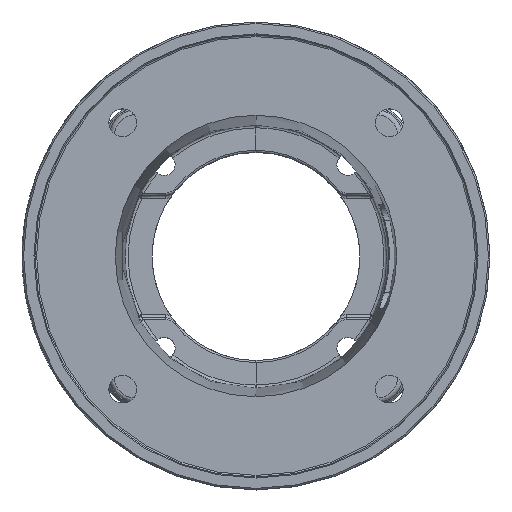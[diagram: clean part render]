
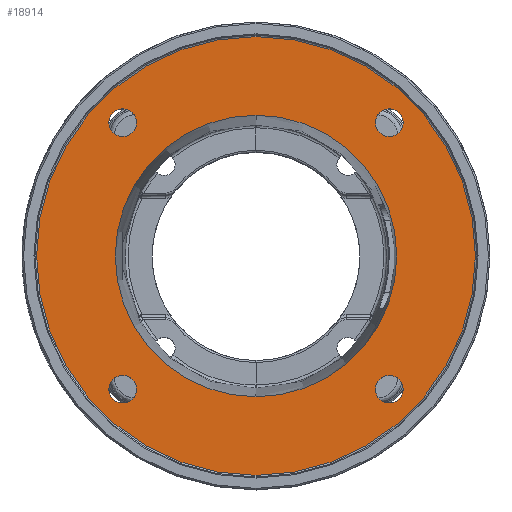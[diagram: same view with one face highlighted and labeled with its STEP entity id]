
A CAD part, top view. The second image highlights one B-rep face of the part: STEP entity #18914.
In plain terms, the highlighted planar face has unit normal (0, 0, 1).
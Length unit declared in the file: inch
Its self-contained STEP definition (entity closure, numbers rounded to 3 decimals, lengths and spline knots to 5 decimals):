
#631=CARTESIAN_POINT('',(0.,0.,-0.2075));
#632=DIRECTION('',(0.,0.,1.));
#633=DIRECTION('',(0.,1.,0.));
#634=AXIS2_PLACEMENT_3D('',#631,#632,#633);
#2189=CARTESIAN_POINT('',(0.,0.,-0.2075));
#2190=DIRECTION('',(0.,0.,1.));
#2191=DIRECTION('',(0.,-1.,0.));
#2192=AXIS2_PLACEMENT_3D('',#2189,#2190,#2191);
#3667=CARTESIAN_POINT('',(0.,0.,-0.2075));
#3668=DIRECTION('',(0.,0.,-1.));
#3669=DIRECTION('',(0.,1.,0.));
#3670=AXIS2_PLACEMENT_3D('',#3667,#3668,#3669);
#3672=CARTESIAN_POINT('',(0.,0.,-0.2075));
#3673=DIRECTION('',(0.,0.,1.));
#3674=DIRECTION('',(0.,1.,0.));
#3675=AXIS2_PLACEMENT_3D('',#3672,#3673,#3674);
#3723=CARTESIAN_POINT('',(-2.56326,2.56326,-0.2075));
#3724=DIRECTION('',(0.,0.,-1.));
#3725=DIRECTION('',(-0.707,0.707,0.));
#3726=AXIS2_PLACEMENT_3D('',#3723,#3724,#3725);
#3733=CARTESIAN_POINT('',(-2.56326,2.56326,-0.2075));
#3734=DIRECTION('',(0.,0.,-1.));
#3735=DIRECTION('',(0.707,-0.707,0.));
#3736=AXIS2_PLACEMENT_3D('',#3733,#3734,#3735);
#3759=CARTESIAN_POINT('',(-2.56326,-2.56326,-0.2075));
#3760=DIRECTION('',(0.,0.,-1.));
#3761=DIRECTION('',(-0.707,-0.707,0.));
#3762=AXIS2_PLACEMENT_3D('',#3759,#3760,#3761);
#3769=CARTESIAN_POINT('',(-2.56326,-2.56326,-0.2075));
#3770=DIRECTION('',(0.,0.,-1.));
#3771=DIRECTION('',(0.707,0.707,0.));
#3772=AXIS2_PLACEMENT_3D('',#3769,#3770,#3771);
#3795=CARTESIAN_POINT('',(2.56326,-2.56326,-0.2075));
#3796=DIRECTION('',(0.,0.,-1.));
#3797=DIRECTION('',(0.707,-0.707,0.));
#3798=AXIS2_PLACEMENT_3D('',#3795,#3796,#3797);
#3805=CARTESIAN_POINT('',(2.56326,-2.56326,-0.2075));
#3806=DIRECTION('',(0.,0.,-1.));
#3807=DIRECTION('',(-0.707,0.707,0.));
#3808=AXIS2_PLACEMENT_3D('',#3805,#3806,#3807);
#3831=CARTESIAN_POINT('',(2.56326,2.56326,-0.2075));
#3832=DIRECTION('',(0.,0.,-1.));
#3833=DIRECTION('',(0.707,0.707,0.));
#3834=AXIS2_PLACEMENT_3D('',#3831,#3832,#3833);
#3841=CARTESIAN_POINT('',(2.56326,2.56326,-0.2075));
#3842=DIRECTION('',(0.,0.,-1.));
#3843=DIRECTION('',(-0.707,-0.707,0.));
#3844=AXIS2_PLACEMENT_3D('',#3841,#3842,#3843);
#12038=CARTESIAN_POINT('',(0.,4.22,-0.2075));
#12040=VERTEX_POINT('',#12038);
#12044=CARTESIAN_POINT('',(0.,-4.22,-0.2075));
#12046=VERTEX_POINT('',#12044);
#12050=CARTESIAN_POINT('',(0.,2.70736,-0.2075));
#12051=CARTESIAN_POINT('',(0.,-2.70736,-0.2075));
#12052=VERTEX_POINT('',#12050);
#12053=VERTEX_POINT('',#12051);
#12058=CARTESIAN_POINT('',(-2.75065,2.75065,-0.2075));
#12059=CARTESIAN_POINT('',(-2.37588,2.37588,-0.2075));
#12060=VERTEX_POINT('',#12058);
#12061=VERTEX_POINT('',#12059);
#12062=CARTESIAN_POINT('',(-2.75065,-2.75065,-0.2075));
#12063=CARTESIAN_POINT('',(-2.37588,-2.37588,-0.2075));
#12064=VERTEX_POINT('',#12062);
#12065=VERTEX_POINT('',#12063);
#12066=CARTESIAN_POINT('',(2.75065,-2.75065,-0.2075));
#12067=CARTESIAN_POINT('',(2.37588,-2.37588,-0.2075));
#12068=VERTEX_POINT('',#12066);
#12069=VERTEX_POINT('',#12067);
#12070=CARTESIAN_POINT('',(2.75065,2.75065,-0.2075));
#12071=CARTESIAN_POINT('',(2.37588,2.37588,-0.2075));
#12072=VERTEX_POINT('',#12070);
#12073=VERTEX_POINT('',#12071);
#18875=CARTESIAN_POINT('',(0.,0.,-0.2075));
#18876=DIRECTION('',(0.,0.,1.));
#18877=DIRECTION('',(0.,1.,0.));
#18878=AXIS2_PLACEMENT_3D('',#18875,#18876,#18877);
#18879=PLANE('',#18878);
#18881=ORIENTED_EDGE('',*,*,#18880,.T.);
#18883=ORIENTED_EDGE('',*,*,#18882,.F.);
#18884=EDGE_LOOP('',(#18881,#18883));
#18885=FACE_OUTER_BOUND('',#18884,.F.);
#18886=ORIENTED_EDGE('',*,*,#13040,.T.);
#18887=ORIENTED_EDGE('',*,*,#15874,.T.);
#18888=EDGE_LOOP('',(#18886,#18887));
#18889=FACE_BOUND('',#18888,.F.);
#18891=ORIENTED_EDGE('',*,*,#18890,.F.);
#18893=ORIENTED_EDGE('',*,*,#18892,.F.);
#18894=EDGE_LOOP('',(#18891,#18893));
#18895=FACE_BOUND('',#18894,.F.);
#18897=ORIENTED_EDGE('',*,*,#18896,.F.);
#18899=ORIENTED_EDGE('',*,*,#18898,.F.);
#18900=EDGE_LOOP('',(#18897,#18899));
#18901=FACE_BOUND('',#18900,.F.);
#18903=ORIENTED_EDGE('',*,*,#18902,.F.);
#18905=ORIENTED_EDGE('',*,*,#18904,.F.);
#18906=EDGE_LOOP('',(#18903,#18905));
#18907=FACE_BOUND('',#18906,.F.);
#18909=ORIENTED_EDGE('',*,*,#18908,.F.);
#18911=ORIENTED_EDGE('',*,*,#18910,.F.);
#18912=EDGE_LOOP('',(#18909,#18911));
#18913=FACE_BOUND('',#18912,.F.);
#18914=ADVANCED_FACE('',(#18885,#18889,#18895,#18901,#18907,#18913),#18879,.T.);
#635=CIRCLE('',#634,2.70736);
#2193=CIRCLE('',#2192,2.70736);
#3671=CIRCLE('',#3670,4.22);
#3676=CIRCLE('',#3675,4.22);
#3727=CIRCLE('',#3726,0.265);
#3737=CIRCLE('',#3736,0.265);
#3763=CIRCLE('',#3762,0.265);
#3773=CIRCLE('',#3772,0.265);
#3799=CIRCLE('',#3798,0.265);
#3809=CIRCLE('',#3808,0.265);
#3835=CIRCLE('',#3834,0.265);
#3845=CIRCLE('',#3844,0.265);
#13040=EDGE_CURVE('',#12052,#12053,#635,.T.);
#15874=EDGE_CURVE('',#12053,#12052,#2193,.T.);
#18880=EDGE_CURVE('',#12040,#12046,#3671,.T.);
#18882=EDGE_CURVE('',#12040,#12046,#3676,.T.);
#18890=EDGE_CURVE('',#12060,#12061,#3727,.T.);
#18892=EDGE_CURVE('',#12061,#12060,#3737,.T.);
#18896=EDGE_CURVE('',#12064,#12065,#3763,.T.);
#18898=EDGE_CURVE('',#12065,#12064,#3773,.T.);
#18902=EDGE_CURVE('',#12068,#12069,#3799,.T.);
#18904=EDGE_CURVE('',#12069,#12068,#3809,.T.);
#18908=EDGE_CURVE('',#12072,#12073,#3835,.T.);
#18910=EDGE_CURVE('',#12073,#12072,#3845,.T.);
